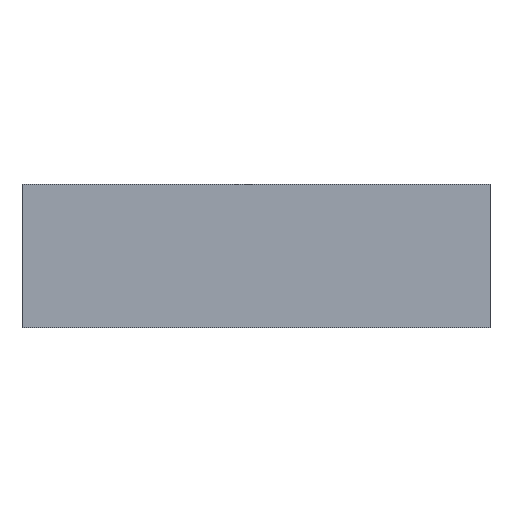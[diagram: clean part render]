
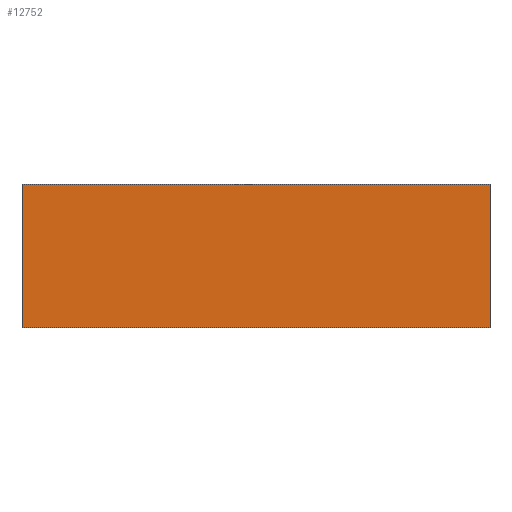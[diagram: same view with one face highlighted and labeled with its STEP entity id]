
A CAD part, front view. The second image highlights one B-rep face of the part: STEP entity #12752.
In plain terms, the highlighted planar face has unit normal (0, -1, 0).
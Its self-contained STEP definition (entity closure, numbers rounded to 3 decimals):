
#69=DIRECTION('',(0.,0.,1.));
#70=VECTOR('',#69,70.);
#71=CARTESIAN_POINT('',(114.,-54.8,-35.));
#72=LINE('',#71,#70);
#2493=DIRECTION('',(1.,0.,0.));
#2494=VECTOR('',#2493,228.);
#2495=CARTESIAN_POINT('',(-114.,-54.8,-35.));
#2496=LINE('',#2495,#2494);
#2497=DIRECTION('',(1.,0.,0.));
#2498=VECTOR('',#2497,228.);
#2499=CARTESIAN_POINT('',(-114.,-54.8,35.));
#2500=LINE('',#2499,#2498);
#3283=DIRECTION('',(0.,0.,-1.));
#3284=VECTOR('',#3283,70.);
#3285=CARTESIAN_POINT('',(-114.,-54.8,35.));
#3286=LINE('',#3285,#3284);
#8202=CARTESIAN_POINT('',(114.,-54.8,35.));
#8204=VERTEX_POINT('',#8202);
#8221=CARTESIAN_POINT('',(-114.,-54.8,35.));
#8223=VERTEX_POINT('',#8221);
#8303=CARTESIAN_POINT('',(114.,-54.8,-35.));
#8305=VERTEX_POINT('',#8303);
#8307=CARTESIAN_POINT('',(-114.,-54.8,-35.));
#8309=VERTEX_POINT('',#8307);
#12739=CARTESIAN_POINT('',(0.,-54.8,0.));
#12740=DIRECTION('',(0.,-1.,0.));
#12741=DIRECTION('',(1.,0.,0.));
#12742=AXIS2_PLACEMENT_3D('',#12739,#12740,#12741);
#12743=PLANE('',#12742);
#12744=ORIENTED_EDGE('',*,*,#10534,.F.);
#12746=ORIENTED_EDGE('',*,*,#12745,.F.);
#12748=ORIENTED_EDGE('',*,*,#12747,.F.);
#12749=ORIENTED_EDGE('',*,*,#12726,.T.);
#12750=EDGE_LOOP('',(#12744,#12746,#12748,#12749));
#12751=FACE_OUTER_BOUND('',#12750,.F.);
#12752=ADVANCED_FACE('',(#12751),#12743,.T.);
#10534=EDGE_CURVE('',#8305,#8204,#72,.T.);
#12726=EDGE_CURVE('',#8223,#8204,#2500,.T.);
#12745=EDGE_CURVE('',#8309,#8305,#2496,.T.);
#12747=EDGE_CURVE('',#8223,#8309,#3286,.T.);
